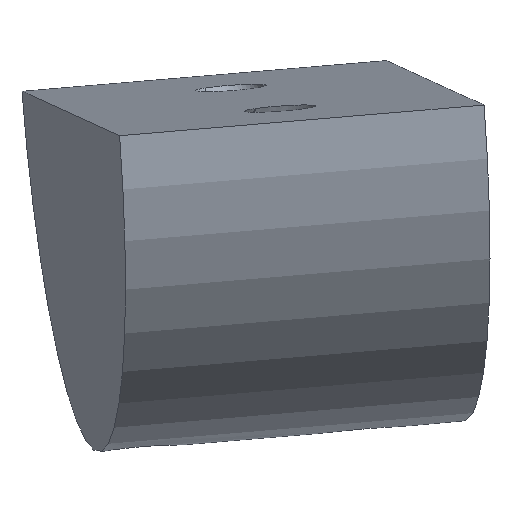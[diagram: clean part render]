
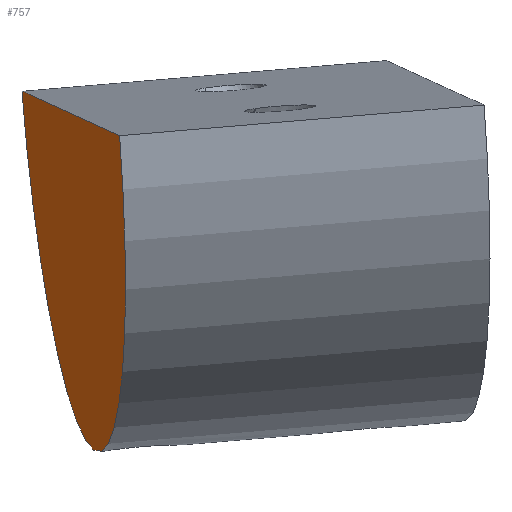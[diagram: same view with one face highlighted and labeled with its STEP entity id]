
A CAD part, left-side view. The second image highlights one B-rep face of the part: STEP entity #757.
In plain terms, the highlighted planar face has unit normal (-0.138, 0.987, -0.083).
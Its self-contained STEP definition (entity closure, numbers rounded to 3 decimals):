
#23=CIRCLE('',#780,5.745);
#24=CIRCLE('',#781,5.745);
#31=PLANE('',#783);
#71=FACE_OUTER_BOUND('',#116,.T.);
#116=EDGE_LOOP('',(#683,#684,#685));
#161=LINE('',#2069,#206);
#206=VECTOR('',#852,10.);
#344=VERTEX_POINT('',#2061);
#345=VERTEX_POINT('',#2062);
#346=VERTEX_POINT('',#2064);
#455=EDGE_CURVE('',#344,#345,#23,.F.);
#456=EDGE_CURVE('',#345,#346,#24,.F.);
#459=EDGE_CURVE('',#346,#344,#161,.T.);
#683=ORIENTED_EDGE('',*,*,#455,.F.);
#684=ORIENTED_EDGE('',*,*,#459,.F.);
#685=ORIENTED_EDGE('',*,*,#456,.F.);
#757=ADVANCED_FACE('',(#71),#31,.F.);
#780=AXIS2_PLACEMENT_3D('',#2063,#844,#845);
#781=AXIS2_PLACEMENT_3D('',#2065,#846,#847);
#783=AXIS2_PLACEMENT_3D('',#2070,#853,#854);
#844=DIRECTION('center_axis',(-0.138,0.987,-0.083));
#845=DIRECTION('ref_axis',(-0.987,-0.144,-0.065));
#846=DIRECTION('center_axis',(-0.138,0.987,-0.083));
#847=DIRECTION('ref_axis',(0.242,-0.048,-0.969));
#852=DIRECTION('',(-0.987,-0.144,-0.065));
#853=DIRECTION('center_axis',(0.138,-0.987,0.083));
#854=DIRECTION('ref_axis',(0.99,0.139,0.));
#2061=CARTESIAN_POINT('',(-11.104,20.479,181.881));
#2062=CARTESIAN_POINT('',(-3.898,21.054,176.726));
#2063=CARTESIAN_POINT('Origin',(-5.431,21.305,182.257));
#2064=CARTESIAN_POINT('',(0.242,22.13,182.633));
#2065=CARTESIAN_POINT('Origin',(-5.431,21.305,182.257));
#2069=CARTESIAN_POINT('',(0.341,22.144,182.639));
#2070=CARTESIAN_POINT('Origin',(-4.859,20.925,176.792));
